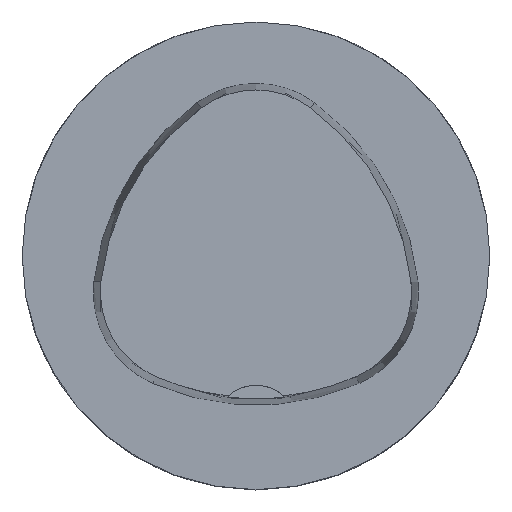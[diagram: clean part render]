
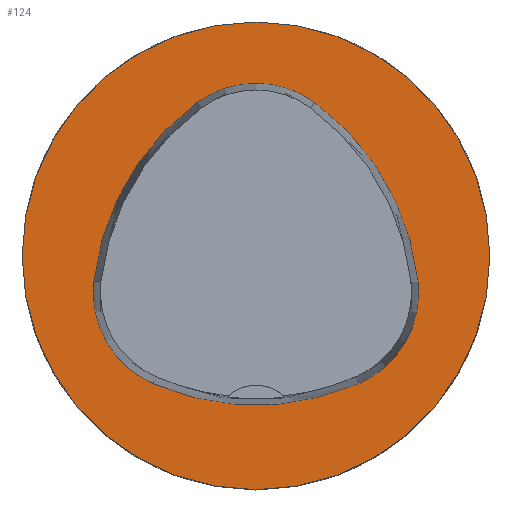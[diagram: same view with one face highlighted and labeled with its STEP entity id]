
A CAD part, top view. The second image highlights one B-rep face of the part: STEP entity #124.
In plain terms, the highlighted planar face has unit normal (0, 0, 1).
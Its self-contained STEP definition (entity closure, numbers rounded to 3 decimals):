
#124=ADVANCED_FACE('',(#262,#263),#165,.T.);
#165=PLANE('',#960);
#202=CIRCLE('',#920,40.);
#208=CIRCLE('',#938,44.);
#210=CIRCLE('',#941,17.);
#212=CIRCLE('',#944,44.);
#214=CIRCLE('',#947,17.);
#218=CIRCLE('',#952,44.);
#220=CIRCLE('',#955,17.);
#262=FACE_BOUND('',#317,.T.);
#263=FACE_BOUND('',#318,.T.);
#317=EDGE_LOOP('',(#448,#449,#450,#451,#452,#453));
#318=EDGE_LOOP('',(#454));
#448=ORIENTED_EDGE('',*,*,#708,.T.);
#449=ORIENTED_EDGE('',*,*,#688,.T.);
#450=ORIENTED_EDGE('',*,*,#692,.T.);
#451=ORIENTED_EDGE('',*,*,#695,.T.);
#452=ORIENTED_EDGE('',*,*,#698,.T.);
#453=ORIENTED_EDGE('',*,*,#706,.T.);
#454=ORIENTED_EDGE('',*,*,#674,.F.);
#597=VERTEX_POINT('',#1335);
#611=VERTEX_POINT('',#1371);
#612=VERTEX_POINT('',#1372);
#615=VERTEX_POINT('',#1380);
#617=VERTEX_POINT('',#1386);
#619=VERTEX_POINT('',#1392);
#626=VERTEX_POINT('',#1413);
#674=EDGE_CURVE('',#597,#597,#202,.T.);
#688=EDGE_CURVE('',#611,#612,#208,.T.);
#692=EDGE_CURVE('',#612,#615,#210,.T.);
#695=EDGE_CURVE('',#615,#617,#212,.T.);
#698=EDGE_CURVE('',#617,#619,#214,.T.);
#706=EDGE_CURVE('',#619,#626,#218,.T.);
#708=EDGE_CURVE('',#626,#611,#220,.T.);
#920=AXIS2_PLACEMENT_3D('',#1334,#1057,#1058);
#938=AXIS2_PLACEMENT_3D('',#1370,#1097,#1098);
#941=AXIS2_PLACEMENT_3D('',#1379,#1105,#1106);
#944=AXIS2_PLACEMENT_3D('',#1385,#1112,#1113);
#947=AXIS2_PLACEMENT_3D('',#1391,#1119,#1120);
#952=AXIS2_PLACEMENT_3D('',#1414,#1131,#1132);
#955=AXIS2_PLACEMENT_3D('',#1417,#1137,#1138);
#960=AXIS2_PLACEMENT_3D('',#1422,#1147,#1148);
#1057=DIRECTION('',(0.,0.,-1.));
#1058=DIRECTION('',(-1.,0.,0.));
#1097=DIRECTION('',(0.,0.,-1.));
#1098=DIRECTION('',(-1.,0.,0.));
#1105=DIRECTION('',(0.,0.,-1.));
#1106=DIRECTION('',(-1.,0.,0.));
#1112=DIRECTION('',(0.,0.,-1.));
#1113=DIRECTION('',(-1.,0.,0.));
#1119=DIRECTION('',(0.,0.,-1.));
#1120=DIRECTION('',(-1.,0.,0.));
#1131=DIRECTION('',(0.,0.,-1.));
#1132=DIRECTION('',(-1.,0.,0.));
#1137=DIRECTION('',(0.,0.,-1.));
#1138=DIRECTION('',(-1.,0.,0.));
#1147=DIRECTION('',(0.,0.,1.));
#1148=DIRECTION('',(1.,0.,0.));
#1334=CARTESIAN_POINT('',(0.,0.,0.));
#1335=CARTESIAN_POINT('',(-40.,0.,0.));
#1370=CARTESIAN_POINT('',(16.01,-9.224,0.));
#1371=CARTESIAN_POINT('',(-27.722,-4.378,0.));
#1372=CARTESIAN_POINT('',(-10.119,26.178,0.));
#1379=CARTESIAN_POINT('',(-0.023,12.5,0.));
#1380=CARTESIAN_POINT('',(10.049,26.194,0.));
#1385=CARTESIAN_POINT('',(-16.021,-9.25,0.));
#1386=CARTESIAN_POINT('',(27.71,-4.394,0.));
#1391=CARTESIAN_POINT('',(10.814,-6.27,0.));
#1392=CARTESIAN_POINT('',(17.611,-21.852,0.));
#1413=CARTESIAN_POINT('',(-17.652,-21.819,0.));
#1414=CARTESIAN_POINT('',(0.017,18.477,0.));
#1417=CARTESIAN_POINT('',(-10.825,-6.25,0.));
#1422=CARTESIAN_POINT('',(0.,0.,0.));
